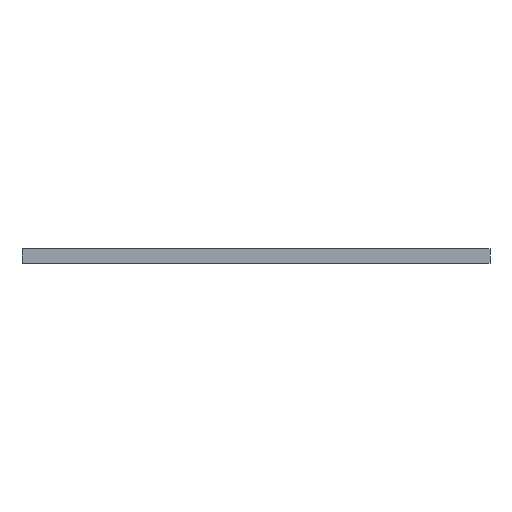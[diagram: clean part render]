
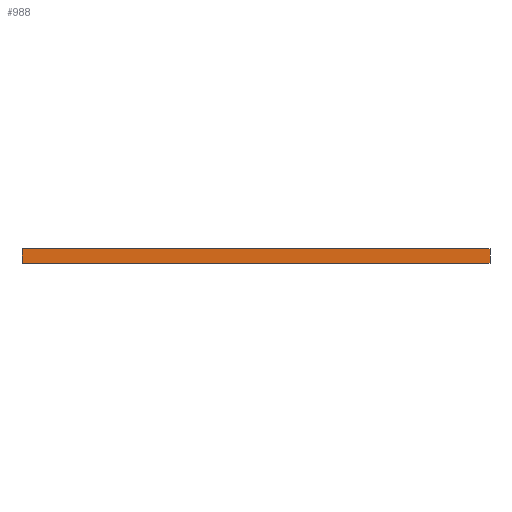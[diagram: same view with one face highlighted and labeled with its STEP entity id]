
A CAD part, left-side view. The second image highlights one B-rep face of the part: STEP entity #988.
In plain terms, the highlighted planar face has unit normal (-1, 0, 0).
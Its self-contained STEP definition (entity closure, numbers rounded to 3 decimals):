
#24 = LINE ( 'NONE', #112, #858 ) ;
#91 = EDGE_CURVE ( 'NONE', #652, #348, #501, .T. ) ;
#112 = CARTESIAN_POINT ( 'NONE',  ( -339.904, 3., 2. ) ) ;
#145 = PLANE ( 'NONE',  #219 ) ;
#189 = VECTOR ( 'NONE', #902, 1000. ) ;
#216 = FACE_OUTER_BOUND ( 'NONE', #343, .T. ) ;
#219 = AXIS2_PLACEMENT_3D ( 'NONE', #465, #443, #767 ) ;
#220 = CARTESIAN_POINT ( 'NONE',  ( -339.904, 3., 2. ) ) ;
#224 = EDGE_CURVE ( 'NONE', #652, #431, #834, .T. ) ;
#343 = EDGE_LOOP ( 'NONE', ( #864, #616, #778, #675 ) ) ;
#344 = LINE ( 'NONE', #985, #189 ) ;
#348 = VERTEX_POINT ( 'NONE', #220 ) ;
#431 = VERTEX_POINT ( 'NONE', #586 ) ;
#434 = CARTESIAN_POINT ( 'NONE',  ( -339.904, -63., 2. ) ) ;
#443 = DIRECTION ( 'NONE',  ( -1., 0., 0. ) ) ;
#465 = CARTESIAN_POINT ( 'NONE',  ( -339.904, -63., 2. ) ) ;
#495 = CARTESIAN_POINT ( 'NONE',  ( -339.904, -63., 2. ) ) ;
#501 = LINE ( 'NONE', #495, #721 ) ;
#510 = DIRECTION ( 'NONE',  ( 0., 0., -1. ) ) ;
#516 = DIRECTION ( 'NONE',  ( 0., 0., -1. ) ) ;
#537 = CARTESIAN_POINT ( 'NONE',  ( -339.904, -63., 2. ) ) ;
#586 = CARTESIAN_POINT ( 'NONE',  ( -339.904, -63., 0. ) ) ;
#596 = CARTESIAN_POINT ( 'NONE',  ( -339.904, 3., 0. ) ) ;
#616 = ORIENTED_EDGE ( 'NONE', *, *, #224, .F. ) ;
#652 = VERTEX_POINT ( 'NONE', #537 ) ;
#675 = ORIENTED_EDGE ( 'NONE', *, *, #763, .T. ) ;
#721 = VECTOR ( 'NONE', #743, 1000. ) ;
#743 = DIRECTION ( 'NONE',  ( 0., 1., 0. ) ) ;
#763 = EDGE_CURVE ( 'NONE', #348, #826, #24, .T. ) ;
#767 = DIRECTION ( 'NONE',  ( 0., -1., 0. ) ) ;
#778 = ORIENTED_EDGE ( 'NONE', *, *, #91, .T. ) ;
#826 = VERTEX_POINT ( 'NONE', #596 ) ;
#834 = LINE ( 'NONE', #434, #903 ) ;
#858 = VECTOR ( 'NONE', #510, 1000. ) ;
#864 = ORIENTED_EDGE ( 'NONE', *, *, #890, .F. ) ;
#890 = EDGE_CURVE ( 'NONE', #431, #826, #344, .T. ) ;
#902 = DIRECTION ( 'NONE',  ( 0., 1., 0. ) ) ;
#903 = VECTOR ( 'NONE', #516, 1000. ) ;
#985 = CARTESIAN_POINT ( 'NONE',  ( -339.904, -63., 0. ) ) ;
#988 = ADVANCED_FACE ( 'NONE', ( #216 ), #145, .T. ) ;
